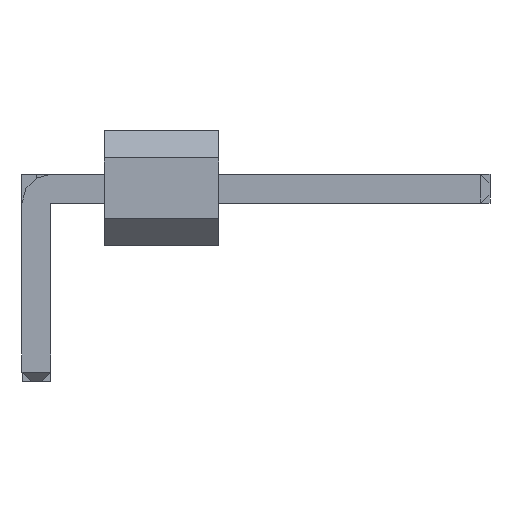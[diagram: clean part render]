
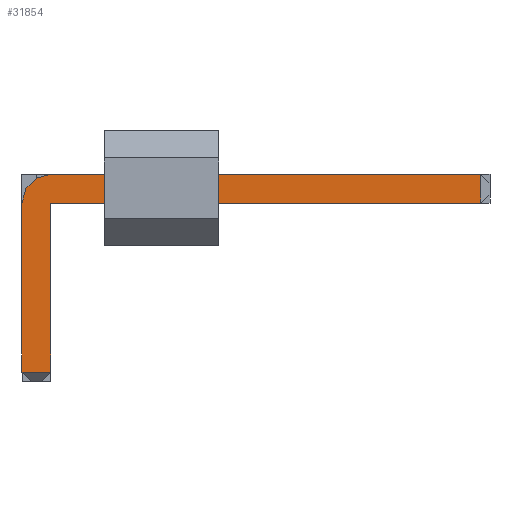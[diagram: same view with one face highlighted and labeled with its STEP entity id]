
A CAD part, front view. The second image highlights one B-rep face of the part: STEP entity #31854.
In plain terms, the highlighted planar face has unit normal (0, -1, 0).
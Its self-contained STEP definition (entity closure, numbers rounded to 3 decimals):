
#31639 = VERTEX_POINT('',#31640);
#31640 = CARTESIAN_POINT('',(0.32,-0.32,1.58));
#31646 = EDGE_CURVE('',#31639,#31647,#31649,.T.);
#31647 = VERTEX_POINT('',#31648);
#31648 = CARTESIAN_POINT('',(9.84,-0.32,1.58));
#31649 = LINE('',#31650,#31651);
#31650 = CARTESIAN_POINT('',(0.,-0.32,1.58));
#31651 = VECTOR('',#31652,1.);
#31652 = DIRECTION('',(1.,0.,0.));
#31670 = VERTEX_POINT('',#31671);
#31671 = CARTESIAN_POINT('',(-0.32,-0.32,0.94));
#31677 = EDGE_CURVE('',#31639,#31670,#31678,.T.);
#31678 = CIRCLE('',#31679,0.64);
#31679 = AXIS2_PLACEMENT_3D('',#31680,#31681,#31682);
#31680 = CARTESIAN_POINT('',(0.32,-0.32,0.94));
#31681 = DIRECTION('',(0.,-1.,0.));
#31682 = DIRECTION('',(0.,0.,-1.));
#31726 = VERTEX_POINT('',#31727);
#31727 = CARTESIAN_POINT('',(-0.32,-0.32,-2.8));
#31733 = EDGE_CURVE('',#31670,#31726,#31734,.T.);
#31734 = LINE('',#31735,#31736);
#31735 = CARTESIAN_POINT('',(-0.32,-0.32,0.94));
#31736 = VECTOR('',#31737,1.);
#31737 = DIRECTION('',(0.,0.,-1.));
#31750 = VERTEX_POINT('',#31751);
#31751 = CARTESIAN_POINT('',(9.84,-0.32,0.94));
#31757 = EDGE_CURVE('',#31750,#31758,#31760,.T.);
#31758 = VERTEX_POINT('',#31759);
#31759 = CARTESIAN_POINT('',(0.32,-0.32,0.94));
#31760 = LINE('',#31761,#31762);
#31761 = CARTESIAN_POINT('',(0.,-0.32,0.94));
#31762 = VECTOR('',#31763,1.);
#31763 = DIRECTION('',(-1.,0.,0.));
#31812 = VERTEX_POINT('',#31813);
#31813 = CARTESIAN_POINT('',(0.32,-0.32,-2.8));
#31819 = EDGE_CURVE('',#31758,#31812,#31820,.T.);
#31820 = LINE('',#31821,#31822);
#31821 = CARTESIAN_POINT('',(0.32,-0.32,0.94));
#31822 = VECTOR('',#31823,1.);
#31823 = DIRECTION('',(0.,0.,-1.));
#31854 = ADVANCED_FACE('',(#31855),#31874,.T.);
#31855 = FACE_BOUND('',#31856,.T.);
#31856 = EDGE_LOOP('',(#31857,#31858,#31859,#31860,#31866,#31867,#31868)
  );
#31857 = ORIENTED_EDGE('',*,*,#31646,.F.);
#31858 = ORIENTED_EDGE('',*,*,#31677,.T.);
#31859 = ORIENTED_EDGE('',*,*,#31733,.T.);
#31860 = ORIENTED_EDGE('',*,*,#31861,.F.);
#31861 = EDGE_CURVE('',#31812,#31726,#31862,.T.);
#31862 = LINE('',#31863,#31864);
#31863 = CARTESIAN_POINT('',(0.32,-0.32,-2.8));
#31864 = VECTOR('',#31865,1.);
#31865 = DIRECTION('',(-1.,0.,0.));
#31866 = ORIENTED_EDGE('',*,*,#31819,.F.);
#31867 = ORIENTED_EDGE('',*,*,#31757,.F.);
#31868 = ORIENTED_EDGE('',*,*,#31869,.F.);
#31869 = EDGE_CURVE('',#31647,#31750,#31870,.T.);
#31870 = LINE('',#31871,#31872);
#31871 = CARTESIAN_POINT('',(9.84,-0.32,1.58));
#31872 = VECTOR('',#31873,1.);
#31873 = DIRECTION('',(0.,0.,-1.));
#31874 = PLANE('',#31875);
#31875 = AXIS2_PLACEMENT_3D('',#31876,#31877,#31878);
#31876 = CARTESIAN_POINT('',(3.578,-0.32,
    0.572));
#31877 = DIRECTION('',(0.,-1.,0.));
#31878 = DIRECTION('',(-1.,0.,0.));
